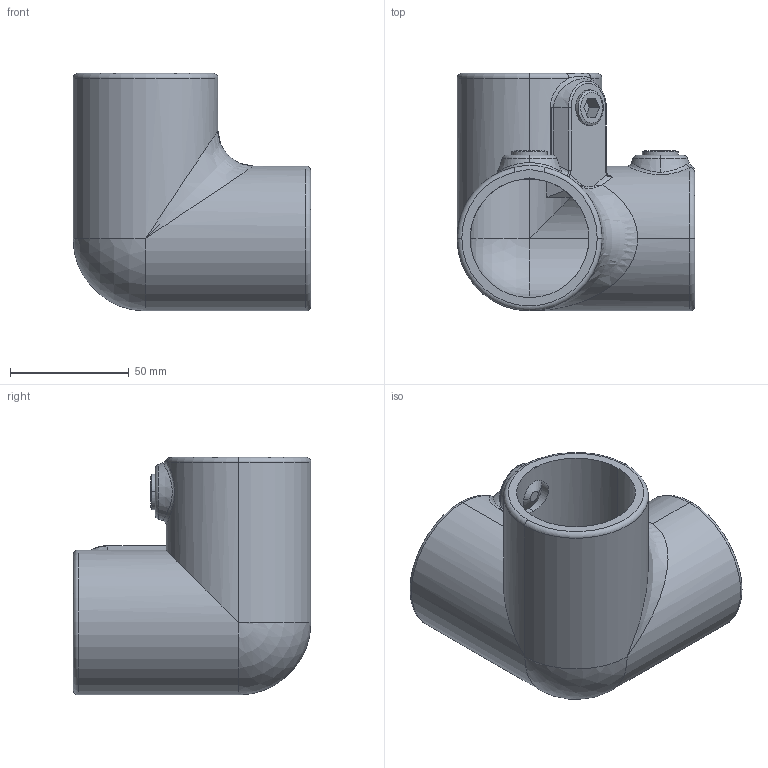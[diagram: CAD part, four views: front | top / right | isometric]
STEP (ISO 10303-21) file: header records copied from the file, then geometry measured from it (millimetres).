
FILE_DESCRIPTION (( 'STEP AP203' ), '1' );
FILE_NAME ('T12800.STEP', '2018-03-26T10:53:22', ( '' ), ( '' ), 'SwSTEP 2.0', 'SolidWorks 2016', '' );
FILE_SCHEMA (( 'CONFIG_CONTROL_DESIGN' ));
Length unit declared in the file: millimetre
Products named in the file (3): T12800; T19300
Assembly tree (4 placements, depth 2):
  T12800
    T12800
    T19300  x3
Bounding box: 100.12 x 100.12 x 100.14 mm (x, y, z)
Volume: 173683.8 mm3; surface area: 65693.9 mm2
Topology: 4 solids, 4 shells, 129 faces, 310 edges, 184 vertices
Faces by surface type: plane 42, cylinder 30, cone 21, bspline 20, torus 14, sphere 2
Entity records: 5236 total; most frequent: CARTESIAN_POINT 2741, ORIENTED_EDGE 478, DIRECTION 425, EDGE_CURVE 239, AXIS2_PLACEMENT_3D 178, VERTEX_POINT 144, EDGE_LOOP 109, FACE_OUTER_BOUND 99
